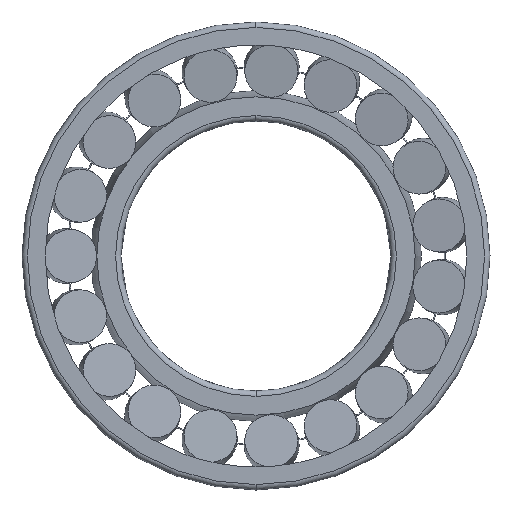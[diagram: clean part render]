
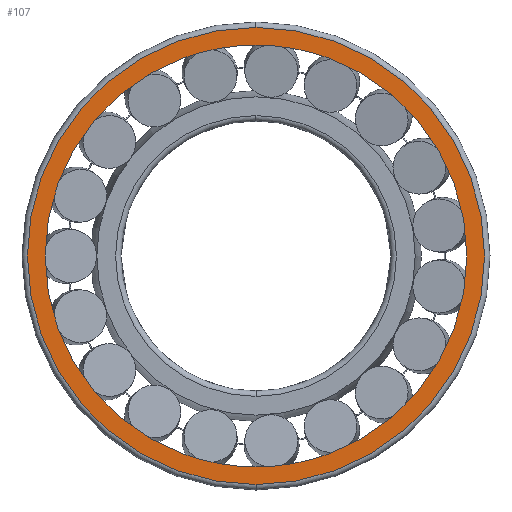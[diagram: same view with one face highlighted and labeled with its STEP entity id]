
A CAD part, left-side view. The second image highlights one B-rep face of the part: STEP entity #107.
In plain terms, the highlighted planar face has unit normal (-1, 0, 0).
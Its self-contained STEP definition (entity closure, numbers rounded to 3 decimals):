
#107=ADVANCED_FACE('',(#415,#416),#417,.T.);
#415=FACE_OUTER_BOUND('',#1028,.T.);
#416=FACE_BOUND('',#1029,.T.);
#417=PLANE('',#1030);
#1028=EDGE_LOOP('',(#1868,#1869,#1870));
#1029=EDGE_LOOP('',(#1871,#1872,#1873));
#1030=AXIS2_PLACEMENT_3D('',#1874,#1875,#1876);
#1868=ORIENTED_EDGE('',*,*,#3844,.F.);
#1869=ORIENTED_EDGE('',*,*,#3843,.F.);
#1870=ORIENTED_EDGE('',*,*,#3871,.F.);
#1871=ORIENTED_EDGE('',*,*,#3875,.T.);
#1872=ORIENTED_EDGE('',*,*,#3826,.T.);
#1873=ORIENTED_EDGE('',*,*,#3876,.T.);
#1874=CARTESIAN_POINT('',(0.,61.036,0.0));
#1875=DIRECTION('',(-1.0,0.,0.0));
#1876=DIRECTION('',(0.,-1.0,0.0));
#3826=EDGE_CURVE('',#4568,#4565,#4569,.T.);
#3843=EDGE_CURVE('',#4599,#4602,#4603,.T.);
#3844=EDGE_CURVE('',#4602,#4604,#4605,.T.);
#3871=EDGE_CURVE('',#4604,#4599,#4642,.T.);
#3875=EDGE_CURVE('',#4647,#4568,#4648,.T.);
#3876=EDGE_CURVE('',#4565,#4647,#4649,.T.);
#4565=VERTEX_POINT('',#5798);
#4568=VERTEX_POINT('',#5801);
#4569=CIRCLE('',#5802,58.571);
#4599=VERTEX_POINT('',#5834);
#4602=VERTEX_POINT('',#5837);
#4603=CIRCLE('',#5838,63.5);
#4604=VERTEX_POINT('',#5839);
#4605=CIRCLE('',#5840,63.5);
#4642=CIRCLE('',#5953,63.5);
#4647=VERTEX_POINT('',#5958);
#4648=CIRCLE('',#5959,58.571);
#4649=CIRCLE('',#5960,58.571);
#5798=CARTESIAN_POINT('',(0.,0.,-58.571));
#5801=CARTESIAN_POINT('',(0.,0.,58.571));
#5802=AXIS2_PLACEMENT_3D('',#12140,#12141,#12142);
#5834=CARTESIAN_POINT('',(0.0,0.,-63.5));
#5837=CARTESIAN_POINT('',(0.0,63.5,0.0));
#5838=AXIS2_PLACEMENT_3D('',#12187,#12188,#12189);
#5839=CARTESIAN_POINT('',(0.0,0.,63.5));
#5840=AXIS2_PLACEMENT_3D('',#12190,#12191,#12192);
#5953=AXIS2_PLACEMENT_3D('',#12244,#12245,#12246);
#5958=CARTESIAN_POINT('',(0.,58.571,0.0));
#5959=AXIS2_PLACEMENT_3D('',#12256,#12257,#12258);
#5960=AXIS2_PLACEMENT_3D('',#12259,#12260,#12261);
#12140=CARTESIAN_POINT('',(0.,0.0,0.0));
#12141=DIRECTION('',(1.0,0.0,0.0));
#12142=DIRECTION('',(0.0,1.0,0.0));
#12187=CARTESIAN_POINT('',(0.0,0.0,0.0));
#12188=DIRECTION('',(1.0,0.0,0.0));
#12189=DIRECTION('',(0.0,1.0,0.0));
#12190=CARTESIAN_POINT('',(0.0,0.0,0.0));
#12191=DIRECTION('',(1.0,0.0,0.0));
#12192=DIRECTION('',(0.0,1.0,0.0));
#12244=CARTESIAN_POINT('',(0.0,0.0,0.0));
#12245=DIRECTION('',(1.0,0.0,0.0));
#12246=DIRECTION('',(0.0,1.0,0.0));
#12256=CARTESIAN_POINT('',(0.,0.0,0.0));
#12257=DIRECTION('',(1.0,0.0,0.0));
#12258=DIRECTION('',(0.0,1.0,0.0));
#12259=CARTESIAN_POINT('',(0.,0.0,0.0));
#12260=DIRECTION('',(1.0,0.0,0.0));
#12261=DIRECTION('',(0.0,1.0,0.0));
